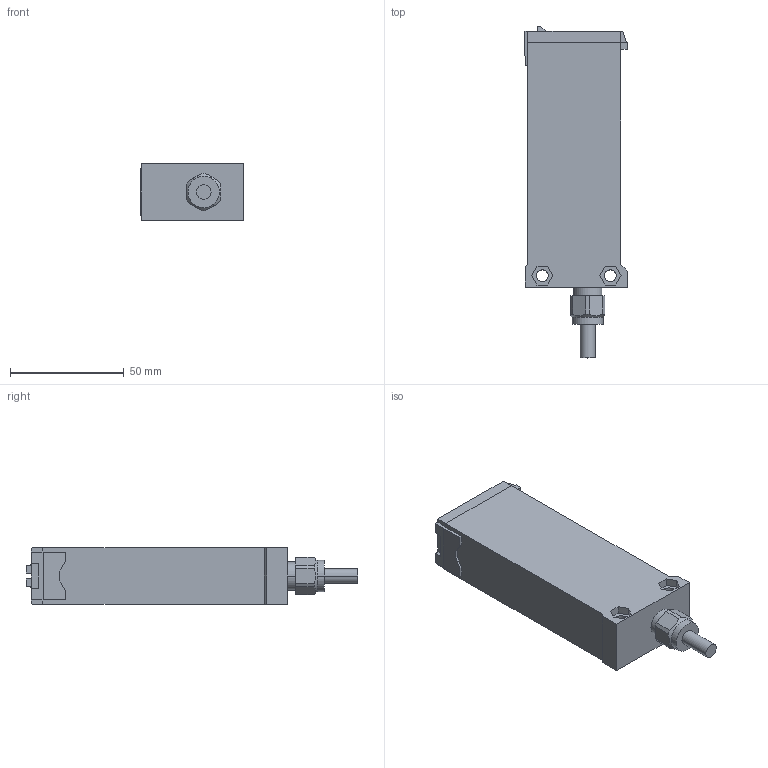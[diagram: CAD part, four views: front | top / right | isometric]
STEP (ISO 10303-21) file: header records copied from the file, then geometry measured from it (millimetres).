
FILE_DESCRIPTION(('Creo Elements/Direct Modeling STEP Export'),'2;1');
FILE_NAME('PD112-cable-simpel.stp','2017-02-07T 9:59:46',('Palle Edslev '),('EDSLEV A/S'),'Creo Elements/Direct Modeling STEP processor for AP214 (Solid Model)','Creo Elements/Direct Modeling 18.1H 24-Oct-2015 (C) Parametric Technology GmbH','');
FILE_SCHEMA(('AUTOMOTIVE_DESIGN { 1 0 10303 214 1 1 1 1 }'));
Length unit declared in the file: millimetre
Products named in the file (2): PD112-cable-simpel
Assembly tree (1 placements, depth 2):
  PD112-cable-simpel
    PD112-cable-simpel
Bounding box: 45.3 x 146.18 x 25 mm (x, y, z)
Volume: 118550.1 mm3; surface area: 19533.7 mm2
Topology: 1 solids, 1 shells, 116 faces, 307 edges, 202 vertices
Faces by surface type: plane 104, cylinder 10, cone 2
Entity records: 4016 total; most frequent: CARTESIAN_POINT 1163, ORIENTED_EDGE 614, DIRECTION 507, EDGE_CURVE 307, VECTOR 271, LINE 271, VERTEX_POINT 202, EDGE_LOOP 129
